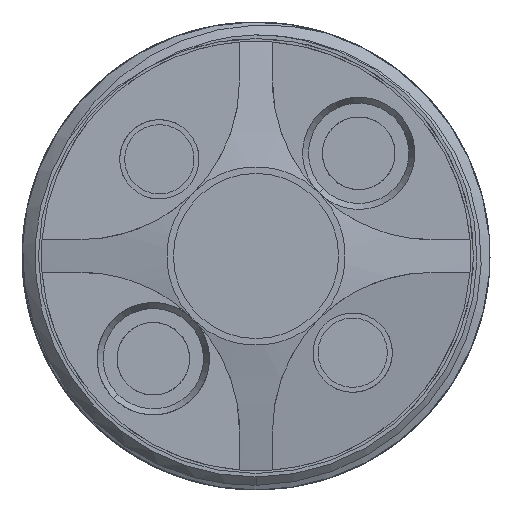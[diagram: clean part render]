
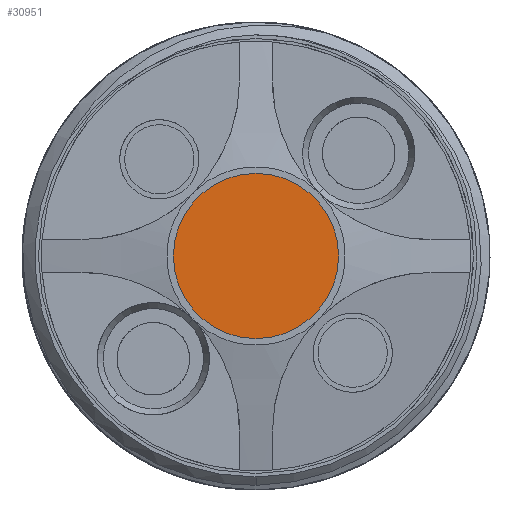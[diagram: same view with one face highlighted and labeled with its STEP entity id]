
A CAD part, left-side view. The second image highlights one B-rep face of the part: STEP entity #30951.
In plain terms, the highlighted face is planar.
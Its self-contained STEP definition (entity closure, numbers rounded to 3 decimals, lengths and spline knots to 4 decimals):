
#30904=CARTESIAN_POINT('',(0.,0.,0.));
#30905=DIRECTION('',(0.,0.,1.));
#30906=DIRECTION('',(1.,0.,0.));
#30907=AXIS2_PLACEMENT_3D('',#30904,#30905,#30906);
#30909=CARTESIAN_POINT('',(0.,0.,0.));
#30910=DIRECTION('',(0.,0.,1.));
#30911=DIRECTION('',(-1.,0.,0.));
#30912=AXIS2_PLACEMENT_3D('',#30909,#30910,#30911);
#30932=CARTESIAN_POINT('',(3.175,0.,0.));
#30933=CARTESIAN_POINT('',(-3.175,0.,0.));
#30934=VERTEX_POINT('',#30932);
#30935=VERTEX_POINT('',#30933);
#30940=CARTESIAN_POINT('',(0.,0.,0.));
#30941=DIRECTION('',(0.,0.,1.));
#30942=DIRECTION('',(1.,0.,0.));
#30943=AXIS2_PLACEMENT_3D('',#30940,#30941,#30942);
#30944=PLANE('',#30943);
#30946=ORIENTED_EDGE('',*,*,#30945,.T.);
#30948=ORIENTED_EDGE('',*,*,#30947,.T.);
#30949=EDGE_LOOP('',(#30946,#30948));
#30950=FACE_OUTER_BOUND('',#30949,.F.);
#30951=ADVANCED_FACE('',(#30950),#30944,.F.);
#30908=CIRCLE('',#30907,3.175);
#30913=CIRCLE('',#30912,3.175);
#30945=EDGE_CURVE('',#30934,#30935,#30908,.T.);
#30947=EDGE_CURVE('',#30935,#30934,#30913,.T.);
